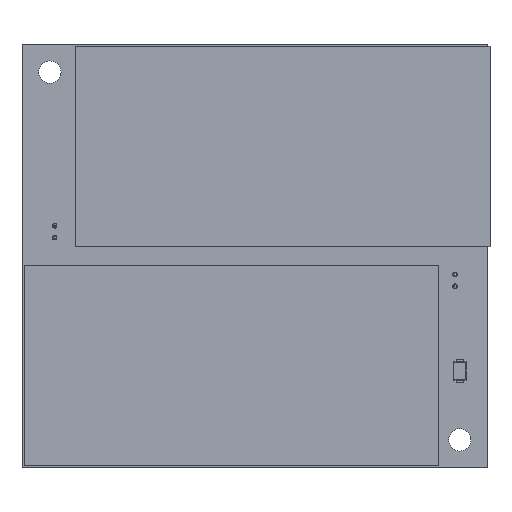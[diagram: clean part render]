
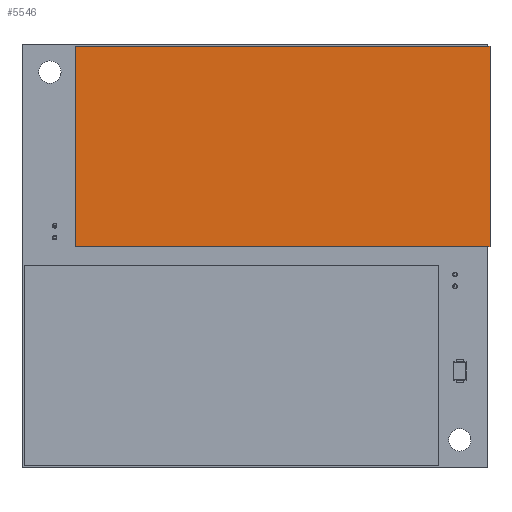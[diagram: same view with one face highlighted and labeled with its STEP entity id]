
A CAD part, top view. The second image highlights one B-rep face of the part: STEP entity #5546.
In plain terms, the highlighted face is planar.
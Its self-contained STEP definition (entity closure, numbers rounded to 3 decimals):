
#5456 = VERTEX_POINT('',#5457);
#5457 = CARTESIAN_POINT('',(-22.25,1.8,-10.75));
#5463 = EDGE_CURVE('',#5456,#5464,#5466,.T.);
#5464 = VERTEX_POINT('',#5465);
#5465 = CARTESIAN_POINT('',(-22.25,1.8,10.75));
#5466 = LINE('',#5467,#5468);
#5467 = CARTESIAN_POINT('',(-22.25,1.8,-10.75));
#5468 = VECTOR('',#5469,1.);
#5469 = DIRECTION('',(0.,0.,1.));
#5487 = VERTEX_POINT('',#5488);
#5488 = CARTESIAN_POINT('',(22.25,1.8,-10.75));
#5494 = EDGE_CURVE('',#5487,#5456,#5495,.T.);
#5495 = LINE('',#5496,#5497);
#5496 = CARTESIAN_POINT('',(22.25,1.8,-10.75));
#5497 = VECTOR('',#5498,1.);
#5498 = DIRECTION('',(-1.,0.,0.));
#5511 = VERTEX_POINT('',#5512);
#5512 = CARTESIAN_POINT('',(22.25,1.8,10.75));
#5518 = EDGE_CURVE('',#5511,#5487,#5519,.T.);
#5519 = LINE('',#5520,#5521);
#5520 = CARTESIAN_POINT('',(22.25,1.8,10.75));
#5521 = VECTOR('',#5522,1.);
#5522 = DIRECTION('',(0.,0.,-1.));
#5535 = EDGE_CURVE('',#5464,#5511,#5536,.T.);
#5536 = LINE('',#5537,#5538);
#5537 = CARTESIAN_POINT('',(-22.25,1.8,10.75));
#5538 = VECTOR('',#5539,1.);
#5539 = DIRECTION('',(1.,0.,0.));
#5546 = ADVANCED_FACE('',(#5547),#5553,.T.);
#5547 = FACE_BOUND('',#5548,.F.);
#5548 = EDGE_LOOP('',(#5549,#5550,#5551,#5552));
#5549 = ORIENTED_EDGE('',*,*,#5463,.F.);
#5550 = ORIENTED_EDGE('',*,*,#5494,.F.);
#5551 = ORIENTED_EDGE('',*,*,#5518,.F.);
#5552 = ORIENTED_EDGE('',*,*,#5535,.F.);
#5553 = PLANE('',#5554);
#5554 = AXIS2_PLACEMENT_3D('',#5555,#5556,#5557);
#5555 = CARTESIAN_POINT('',(0.,1.8,0.));
#5556 = DIRECTION('',(0.,1.,0.));
#5557 = DIRECTION('',(1.,0.,0.));
